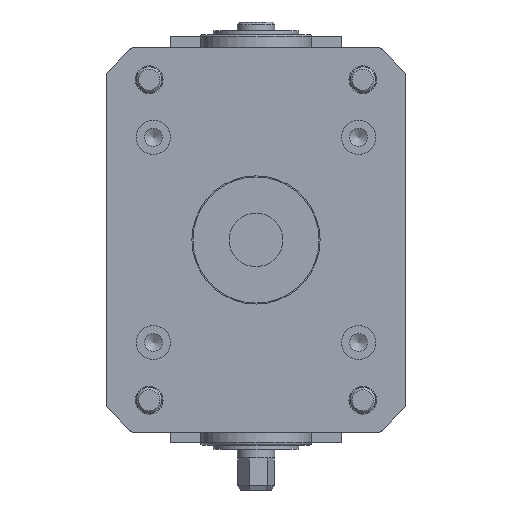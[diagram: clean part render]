
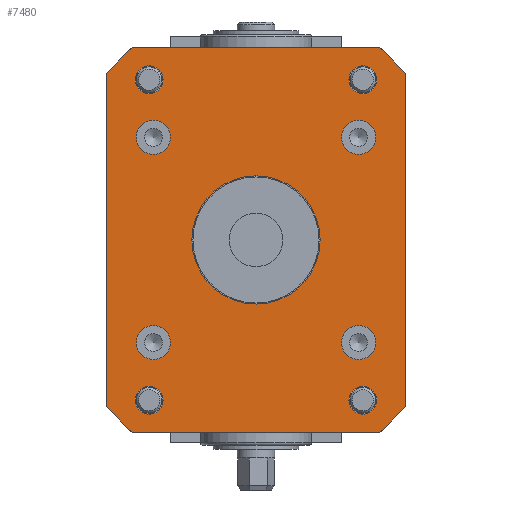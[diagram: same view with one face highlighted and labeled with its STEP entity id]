
A CAD part, front view. The second image highlights one B-rep face of the part: STEP entity #7480.
In plain terms, the highlighted planar face has unit normal (0, -1, 0).
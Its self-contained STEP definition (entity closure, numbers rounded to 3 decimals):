
#6807=CARTESIAN_POINT('',(12.894,-63.576,15.0));
#6808=VERTEX_POINT('',#6807);
#6809=CARTESIAN_POINT('',(19.394,-63.576,15.0));
#6810=DIRECTION('',(0.0,1.0,0.0));
#6811=DIRECTION('',(1.0,0.0,0.0));
#6812=AXIS2_PLACEMENT_3D('',#6809,#6810,#6811);
#6813=CIRCLE('',#6812,6.5);
#6814=EDGE_CURVE('',#6808,#6808,#6813,.T.);
#6865=CARTESIAN_POINT('',(12.894,-63.576,165.0));
#6866=VERTEX_POINT('',#6865);
#6867=CARTESIAN_POINT('',(19.394,-63.576,165.0));
#6868=DIRECTION('',(0.0,1.0,0.0));
#6869=DIRECTION('',(1.0,0.0,0.0));
#6870=AXIS2_PLACEMENT_3D('',#6867,#6868,#6869);
#6871=CIRCLE('',#6870,6.5);
#6872=EDGE_CURVE('',#6866,#6866,#6871,.T.);
#6923=CARTESIAN_POINT('',(112.894,-63.576,165.0));
#6924=VERTEX_POINT('',#6923);
#6925=CARTESIAN_POINT('',(119.394,-63.576,165.0));
#6926=DIRECTION('',(0.0,1.0,0.0));
#6927=DIRECTION('',(1.0,0.0,0.0));
#6928=AXIS2_PLACEMENT_3D('',#6925,#6926,#6927);
#6929=CIRCLE('',#6928,6.5);
#6930=EDGE_CURVE('',#6924,#6924,#6929,.T.);
#6981=CARTESIAN_POINT('',(112.894,-63.576,15.0));
#6982=VERTEX_POINT('',#6981);
#6983=CARTESIAN_POINT('',(119.394,-63.576,15.0));
#6984=DIRECTION('',(0.0,1.0,0.0));
#6985=DIRECTION('',(1.0,0.0,0.0));
#6986=AXIS2_PLACEMENT_3D('',#6983,#6984,#6985);
#6987=CIRCLE('',#6986,6.5);
#6988=EDGE_CURVE('',#6982,#6982,#6987,.T.);
#7120=CARTESIAN_POINT('',(139.394,-63.576,168.0));
#7121=VERTEX_POINT('',#7120);
#7128=CARTESIAN_POINT('',(139.394,-63.576,12.));
#7129=VERTEX_POINT('',#7128);
#7130=CARTESIAN_POINT('',(139.394,-63.576,168.0));
#7131=DIRECTION('',(0.0,0.0,-1.0));
#7132=VECTOR('',#7131,156.0);
#7133=LINE('',#7130,#7132);
#7134=EDGE_CURVE('',#7121,#7129,#7133,.T.);
#7167=CARTESIAN_POINT('',(127.394,-63.576,180.0));
#7168=VERTEX_POINT('',#7167);
#7175=CARTESIAN_POINT('',(127.394,-63.576,180.));
#7176=DIRECTION('',(0.707,0.0,-0.707));
#7177=VECTOR('',#7176,16.971);
#7178=LINE('',#7175,#7177);
#7179=EDGE_CURVE('',#7168,#7121,#7178,.T.);
#7231=CARTESIAN_POINT('',(11.394,-63.576,180.0));
#7232=VERTEX_POINT('',#7231);
#7241=CARTESIAN_POINT('',(11.394,-63.576,180.0));
#7242=DIRECTION('',(1.0,0.0,0.0));
#7243=VECTOR('',#7242,116.);
#7244=LINE('',#7241,#7243);
#7245=EDGE_CURVE('',#7232,#7168,#7244,.T.);
#7326=CARTESIAN_POINT('',(11.394,-63.576,0.0));
#7327=VERTEX_POINT('',#7326);
#7346=CARTESIAN_POINT('',(127.394,-63.576,0.0));
#7347=VERTEX_POINT('',#7346);
#7354=CARTESIAN_POINT('',(127.394,-63.576,0.0));
#7355=DIRECTION('',(-1.0,0.0,0.0));
#7356=VECTOR('',#7355,116.);
#7357=LINE('',#7354,#7356);
#7358=EDGE_CURVE('',#7347,#7327,#7357,.T.);
#7374=CARTESIAN_POINT('',(187.663,-63.576,180.0));
#7375=DIRECTION('',(0.0,1.0,0.0));
#7376=DIRECTION('',(0.0,0.0,1.0));
#7377=AXIS2_PLACEMENT_3D('',#7374,#7375,#7376);
#7378=PLANE('',#7377);
#7379=CARTESIAN_POINT('',(-0.606,-63.576,12.));
#7380=VERTEX_POINT('',#7379);
#7381=CARTESIAN_POINT('',(11.394,-63.576,0.));
#7382=DIRECTION('',(-0.707,0.0,0.707));
#7383=VECTOR('',#7382,16.971);
#7384=LINE('',#7381,#7383);
#7385=EDGE_CURVE('',#7327,#7380,#7384,.T.);
#7386=ORIENTED_EDGE('',*,*,#7385,.F.);
#7387=ORIENTED_EDGE('',*,*,#7358,.F.);
#7388=CARTESIAN_POINT('',(139.394,-63.576,12.));
#7389=DIRECTION('',(-0.707,0.0,-0.707));
#7390=VECTOR('',#7389,16.971);
#7391=LINE('',#7388,#7390);
#7392=EDGE_CURVE('',#7129,#7347,#7391,.T.);
#7393=ORIENTED_EDGE('',*,*,#7392,.F.);
#7394=ORIENTED_EDGE('',*,*,#7134,.F.);
#7395=ORIENTED_EDGE('',*,*,#7179,.F.);
#7396=ORIENTED_EDGE('',*,*,#7245,.F.);
#7397=CARTESIAN_POINT('',(-0.606,-63.576,168.0));
#7398=VERTEX_POINT('',#7397);
#7399=CARTESIAN_POINT('',(-0.606,-63.576,168.0));
#7400=DIRECTION('',(0.707,0.,0.707));
#7401=VECTOR('',#7400,16.971);
#7402=LINE('',#7399,#7401);
#7403=EDGE_CURVE('',#7398,#7232,#7402,.T.);
#7404=ORIENTED_EDGE('',*,*,#7403,.F.);
#7405=CARTESIAN_POINT('',(-0.606,-63.576,12.0));
#7406=DIRECTION('',(0.0,0.0,1.0));
#7407=VECTOR('',#7406,156.0);
#7408=LINE('',#7405,#7407);
#7409=EDGE_CURVE('',#7380,#7398,#7408,.T.);
#7410=ORIENTED_EDGE('',*,*,#7409,.F.);
#7411=EDGE_LOOP('',(#7386,#7387,#7393,#7394,#7395,#7396,#7404,#7410));
#7412=FACE_OUTER_BOUND('',#7411,.T.);
#7413=CARTESIAN_POINT('',(99.394,-63.576,90.0));
#7414=VERTEX_POINT('',#7413);
#7415=CARTESIAN_POINT('',(69.394,-63.576,90.0));
#7416=DIRECTION('',(0.0,1.0,0.0));
#7417=DIRECTION('',(-1.0,0.0,0.0));
#7418=AXIS2_PLACEMENT_3D('',#7415,#7416,#7417);
#7419=CIRCLE('',#7418,30.0);
#7420=EDGE_CURVE('',#7414,#7414,#7419,.T.);
#7421=ORIENTED_EDGE('',*,*,#7420,.T.);
#7422=EDGE_LOOP('',(#7421));
#7423=FACE_BOUND('',#7422,.T.);
#7424=CARTESIAN_POINT('',(29.394,-63.576,42.));
#7425=VERTEX_POINT('',#7424);
#7426=CARTESIAN_POINT('',(21.394,-63.576,42.));
#7427=DIRECTION('',(0.0,1.0,0.0));
#7428=DIRECTION('',(1.0,0.0,0.0));
#7429=AXIS2_PLACEMENT_3D('',#7426,#7427,#7428);
#7430=CIRCLE('',#7429,8.0);
#7431=EDGE_CURVE('',#7425,#7425,#7430,.T.);
#7432=ORIENTED_EDGE('',*,*,#7431,.T.);
#7433=EDGE_LOOP('',(#7432));
#7434=FACE_BOUND('',#7433,.T.);
#7435=CARTESIAN_POINT('',(125.394,-63.576,42.));
#7436=VERTEX_POINT('',#7435);
#7437=CARTESIAN_POINT('',(117.394,-63.576,42.));
#7438=DIRECTION('',(0.0,1.0,0.0));
#7439=DIRECTION('',(1.0,0.0,0.0));
#7440=AXIS2_PLACEMENT_3D('',#7437,#7438,#7439);
#7441=CIRCLE('',#7440,8.0);
#7442=EDGE_CURVE('',#7436,#7436,#7441,.T.);
#7443=ORIENTED_EDGE('',*,*,#7442,.T.);
#7444=EDGE_LOOP('',(#7443));
#7445=FACE_BOUND('',#7444,.T.);
#7446=CARTESIAN_POINT('',(125.394,-63.576,138.0));
#7447=VERTEX_POINT('',#7446);
#7448=CARTESIAN_POINT('',(117.394,-63.576,138.0));
#7449=DIRECTION('',(0.0,1.0,0.0));
#7450=DIRECTION('',(1.0,0.0,0.0));
#7451=AXIS2_PLACEMENT_3D('',#7448,#7449,#7450);
#7452=CIRCLE('',#7451,8.0);
#7453=EDGE_CURVE('',#7447,#7447,#7452,.T.);
#7454=ORIENTED_EDGE('',*,*,#7453,.T.);
#7455=EDGE_LOOP('',(#7454));
#7456=FACE_BOUND('',#7455,.T.);
#7457=CARTESIAN_POINT('',(29.394,-63.576,138.0));
#7458=VERTEX_POINT('',#7457);
#7459=CARTESIAN_POINT('',(21.394,-63.576,138.0));
#7460=DIRECTION('',(0.0,1.0,0.0));
#7461=DIRECTION('',(1.0,0.0,0.0));
#7462=AXIS2_PLACEMENT_3D('',#7459,#7460,#7461);
#7463=CIRCLE('',#7462,8.0);
#7464=EDGE_CURVE('',#7458,#7458,#7463,.T.);
#7465=ORIENTED_EDGE('',*,*,#7464,.T.);
#7466=EDGE_LOOP('',(#7465));
#7467=FACE_BOUND('',#7466,.T.);
#7468=ORIENTED_EDGE('',*,*,#6988,.T.);
#7469=EDGE_LOOP('',(#7468));
#7470=FACE_BOUND('',#7469,.T.);
#7471=ORIENTED_EDGE('',*,*,#6930,.T.);
#7472=EDGE_LOOP('',(#7471));
#7473=FACE_BOUND('',#7472,.T.);
#7474=ORIENTED_EDGE('',*,*,#6872,.T.);
#7475=EDGE_LOOP('',(#7474));
#7476=FACE_BOUND('',#7475,.T.);
#7477=ORIENTED_EDGE('',*,*,#6814,.T.);
#7478=EDGE_LOOP('',(#7477));
#7479=FACE_BOUND('',#7478,.T.);
#7480=ADVANCED_FACE('',(#7412,#7423,#7434,#7445,#7456,#7467,#7470,#7473,#7476,#7479),#7378,.F.);
